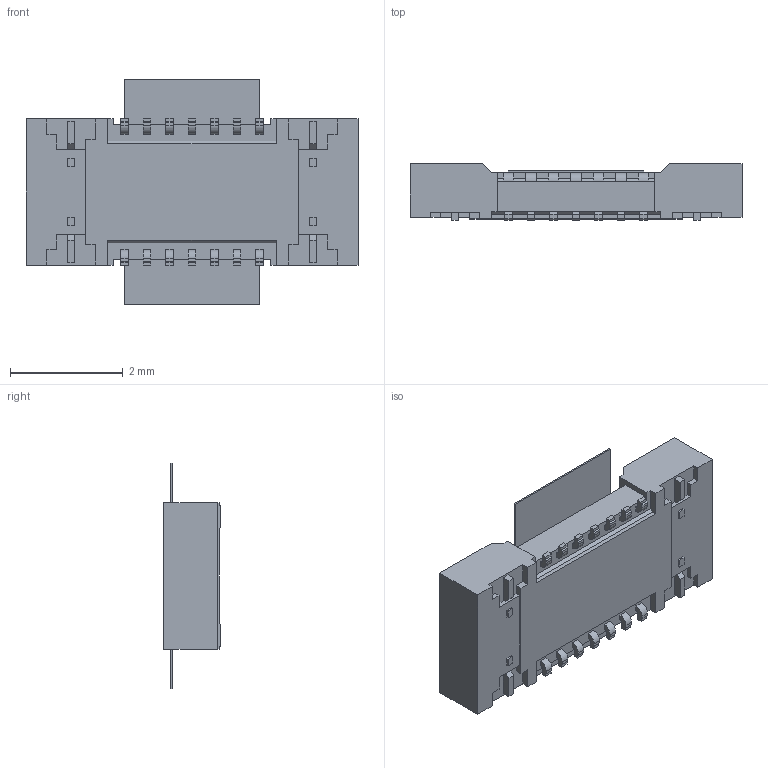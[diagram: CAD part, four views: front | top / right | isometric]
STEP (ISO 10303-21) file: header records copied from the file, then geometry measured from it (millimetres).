
FILE_DESCRIPTION((''),'2;1');
FILE_NAME('5024261430','2018-08-27T',('gga'),(''),'PRO/ENGINEER BY PARAMETRIC TECHNOLOGY CORPORATION, 2016010','PRO/ENGINEER BY PARAMETRIC TECHNOLOGY CORPORATION, 2016010','');
FILE_SCHEMA(('CONFIG_CONTROL_DESIGN'));
Length unit declared in the file: millimetre
Products named in the file (1): 5024261430
Bounding box: 5.9 x 1 x 4 mm (x, y, z)
Volume: 9.1 mm3; surface area: 86 mm2
Topology: 2 solids, 2 shells, 598 faces, 1700 edges, 1128 vertices
Faces by surface type: plane 476, cylinder 118, cone 4
Entity records: 19099 total; most frequent: CARTESIAN_POINT 3355, ORIENTED_EDGE 3224, DIRECTION 3130, EDGE_CURVE 1612, VECTOR 1460, LINE 1460, VERTEX_POINT 1040, AXIS2_PLACEMENT_3D 835
